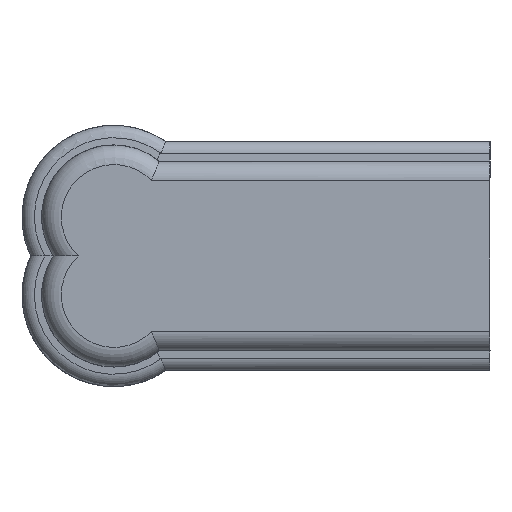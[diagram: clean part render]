
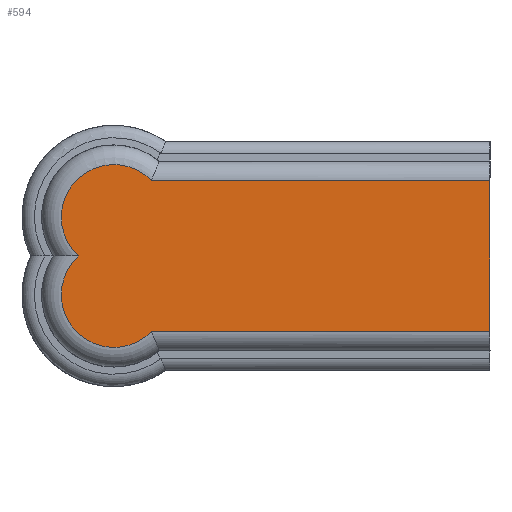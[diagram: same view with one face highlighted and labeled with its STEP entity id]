
A CAD part, left-side view. The second image highlights one B-rep face of the part: STEP entity #594.
In plain terms, the highlighted planar face has unit normal (-1, 0, 0).
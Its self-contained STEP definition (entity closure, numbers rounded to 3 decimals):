
#594 = ADVANCED_FACE( '', ( #1674 ), #1675, .T. );
#1674 = FACE_OUTER_BOUND( '', #2784, .T. );
#1675 = PLANE( '', #2785 );
#2784 = EDGE_LOOP( '', ( #7290, #7291, #7292, #7293, #7294 ) );
#2785 = AXIS2_PLACEMENT_3D( '', #7295, #7296, #7297 );
#7290 = ORIENTED_EDGE( '', *, *, #8307, .T. );
#7291 = ORIENTED_EDGE( '', *, *, #8401, .T. );
#7292 = ORIENTED_EDGE( '', *, *, #8398, .T. );
#7293 = ORIENTED_EDGE( '', *, *, #8403, .T. );
#7294 = ORIENTED_EDGE( '', *, *, #8404, .T. );
#7295 = CARTESIAN_POINT( '', ( -53., 0., -7.25 ) );
#7296 = DIRECTION( '', ( -1., 0., 0. ) );
#7297 = DIRECTION( '', ( 0., 0., -1. ) );
#8307 = EDGE_CURVE( '', #10415, #10413, #10416, .T. );
#8398 = EDGE_CURVE( '', #10558, #10556, #10559, .T. );
#8401 = EDGE_CURVE( '', #10413, #10558, #10562, .T. );
#8403 = EDGE_CURVE( '', #10556, #10563, #10565, .T. );
#8404 = EDGE_CURVE( '', #10563, #10415, #10566, .F. );
#10413 = VERTEX_POINT( '', #14785 );
#10415 = VERTEX_POINT( '', #14787 );
#10416 = LINE( '', #14788, #14789 );
#10556 = VERTEX_POINT( '', #15019 );
#10558 = VERTEX_POINT( '', #15034 );
#10559 = CIRCLE( '', #15035, 4. );
#10562 = LINE( '', #15050, #15051 );
#10563 = VERTEX_POINT( '', #15052 );
#10565 = CIRCLE( '', #15065, 4. );
#10566 = LINE( '', #15066, #15067 );
#14785 = CARTESIAN_POINT( '', ( -53., 0., 5.75 ) );
#14787 = CARTESIAN_POINT( '', ( -53., 0., -5.75 ) );
#14788 = CARTESIAN_POINT( '', ( -53., 0., -7.25 ) );
#14789 = VECTOR( '', #18460, 1000. );
#15019 = CARTESIAN_POINT( '', ( -53., 31.399, 0. ) );
#15034 = CARTESIAN_POINT( '', ( -53., 25.844, 5.75 ) );
#15035 = AXIS2_PLACEMENT_3D( '', #18609, #18610, #18611 );
#15050 = CARTESIAN_POINT( '', ( -53., 0., 5.75 ) );
#15051 = VECTOR( '', #18613, 1000. );
#15052 = CARTESIAN_POINT( '', ( -53., 25.844, -5.75 ) );
#15065 = AXIS2_PLACEMENT_3D( '', #18614, #18615, #18616 );
#15066 = CARTESIAN_POINT( '', ( -53., 0., -5.75 ) );
#15067 = VECTOR( '', #18617, 1000. );
#18460 = DIRECTION( '', ( 0., 0., 1. ) );
#18609 = CARTESIAN_POINT( '', ( -53., 28.727, 2.977 ) );
#18610 = DIRECTION( '', ( -1., 0., 0. ) );
#18611 = DIRECTION( '', ( 0., 0., 1. ) );
#18613 = DIRECTION( '', ( 0., 1., 0. ) );
#18614 = CARTESIAN_POINT( '', ( -53., 28.727, -2.977 ) );
#18615 = DIRECTION( '', ( -1., 0., 0. ) );
#18616 = DIRECTION( '', ( 0., 0., 1. ) );
#18617 = DIRECTION( '', ( 0., 1., 0. ) );
